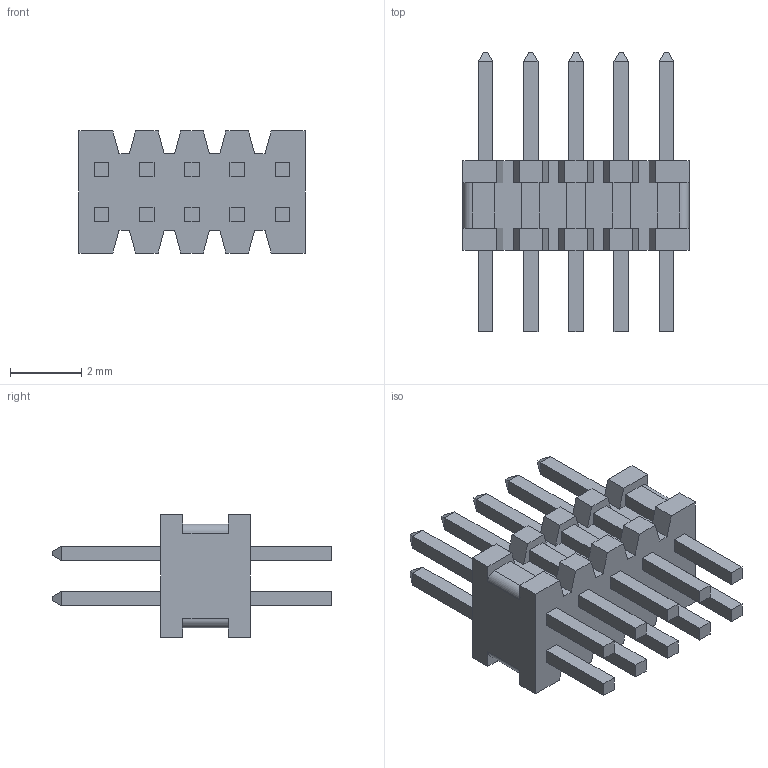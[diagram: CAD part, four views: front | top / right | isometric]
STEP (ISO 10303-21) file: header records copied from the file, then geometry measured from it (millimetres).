
FILE_DESCRIPTION (( 'STEP AP214' ), '1' );
FILE_NAME ('FTSH-105-01-F-D.STEP', '2020-04-15T21:09:52', ( '' ), ( '' ), 'SwSTEP 2.0', 'SolidWorks 2018', '' );
FILE_SCHEMA (( 'AUTOMOTIVE_DESIGN' ));
Length unit declared in the file: inch
Products named in the file (1): FTSH-105-01-F-D
Bounding box: 6.35 x 7.85 x 3.43 mm (x, y, z)
Volume: 53.3 mm3; surface area: 279.3 mm2
Topology: 21 solids, 21 shells, 314 faces, 776 edges, 504 vertices
Faces by surface type: plane 310, cylinder 4
Entity records: 10388 total; most frequent: CARTESIAN_POINT 1595, ORIENTED_EDGE 1552, DIRECTION 1414, EDGE_CURVE 776, LINE 768, VECTOR 768, VERTEX_POINT 504, EDGE_LOOP 334
